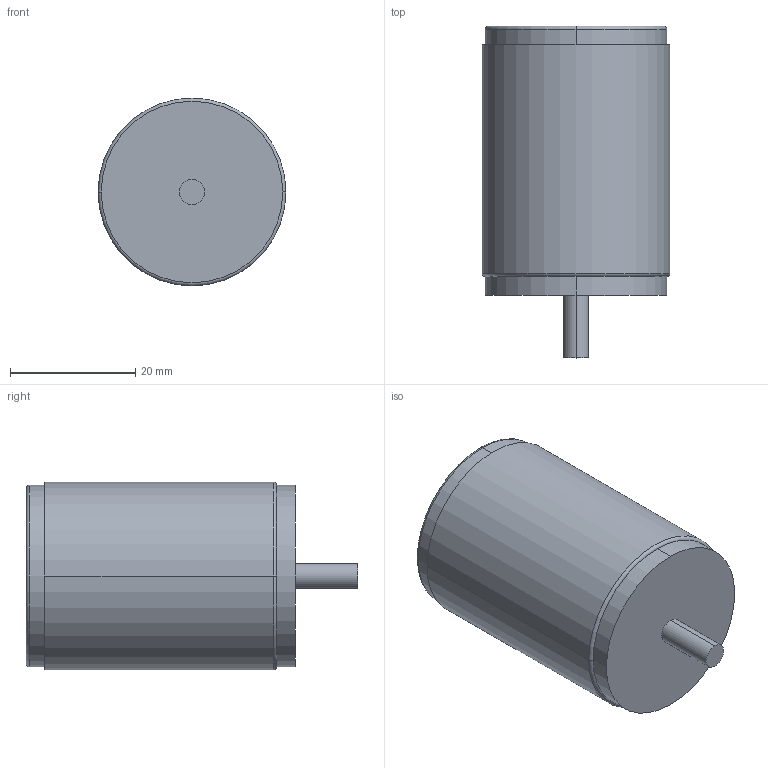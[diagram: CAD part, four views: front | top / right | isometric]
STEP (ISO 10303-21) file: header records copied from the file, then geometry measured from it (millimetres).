
FILE_DESCRIPTION((''),'2;1');
FILE_NAME('NDS5-30GM-1M-V1','2010-03-04T',('Ingenieurbuero Eiseler'),('Pepperl+Fuchs'),'PRO/ENGINEER BY PARAMETRIC TECHNOLOGY CORPORATION, 2007250','PRO/ENGINEER BY PARAMETRIC TECHNOLOGY CORPORATION, 2007250','');
FILE_SCHEMA(('CONFIG_CONTROL_DESIGN'));
Length unit declared in the file: millimetre
Products named in the file (1): NDS5-30GM-1M-V1
Bounding box: 30 x 53 x 30 mm (x, y, z)
Volume: 30232.7 mm3; surface area: 5533.2 mm2
Topology: 1 solids, 1 shells, 16 faces, 89 edges, 86 vertices
Faces by surface type: cylinder 8, plane 4, torus 4
Entity records: 1222 total; most frequent: DIRECTION 163, CARTESIAN_POINT 126, PRESENTATION_STYLE_ASSIGNMENT 106, STYLED_ITEM 103, CURVE_STYLE 96, ORIENTED_EDGE 64, AXIS2_PLACEMENT_3D 57, TRIMMED_CURVE 57
